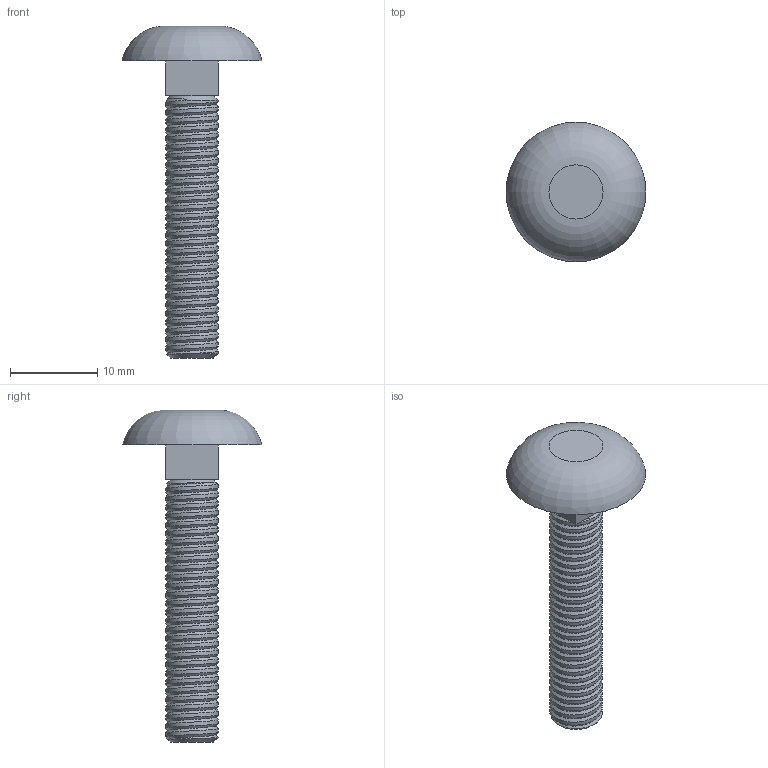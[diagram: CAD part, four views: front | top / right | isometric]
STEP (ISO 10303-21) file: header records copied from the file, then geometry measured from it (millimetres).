
FILE_DESCRIPTION(('STEP AP203'), '1');
FILE_NAME('Áîëò', '2015-07-10T14:12:18', ('Àíòîí'), (''), 'ASCON STEP Converter 1.3', 'ASCON Math Kernel', '');
FILE_SCHEMA(('CONFIG_CONTROL_DESIGN'));
Length unit declared in the file: millimetre
Bounding box: 16 x 16 x 38 mm (x, y, z)
Volume: 1541.9 mm3; surface area: 1236.5 mm2
Topology: 1 solids, 1 shells, 14 faces, 31 edges, 22 vertices
Faces by surface type: plane 8, cone 2, bspline 2, cylinder 1, torus 1
Entity records: 10536 total; most frequent: CARTESIAN_POINT 10085, DIRECTION 54, ORIENTED_EDGE 54, EDGE_CURVE 27, AXIS2_PLACEMENT_3D 21, VERTEX_POINT 20, EDGE_LOOP 19, COLOUR_RGB 16
